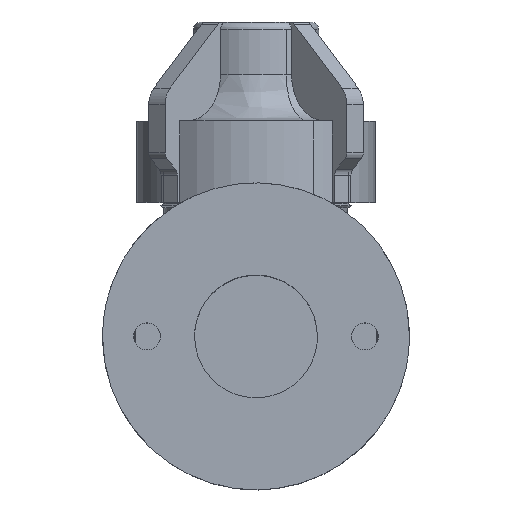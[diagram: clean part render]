
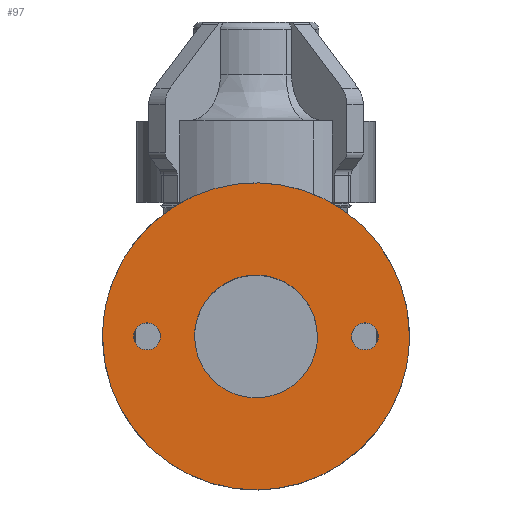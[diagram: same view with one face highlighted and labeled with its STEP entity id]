
A CAD part, top view. The second image highlights one B-rep face of the part: STEP entity #97.
In plain terms, the highlighted free-form (B-spline) face has degree [1, 1] with [2, 2] control points.
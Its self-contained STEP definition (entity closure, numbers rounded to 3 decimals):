
#24 = VERTEX_POINT('',#25);
#25 = CARTESIAN_POINT('',(10.232,0.,0.));
#30 = EDGE_CURVE('',#31,#24,#33,.T.);
#31 = VERTEX_POINT('',#32);
#32 = CARTESIAN_POINT('',(-10.232,0.,0.));
#33 = ( BOUNDED_CURVE() B_SPLINE_CURVE(2,(#34,#35,#36,#37,#38),
.UNSPECIFIED.,.F.,.F.) B_SPLINE_CURVE_WITH_KNOTS((3,2,3),(3.142,
4.712,6.283),.PIECEWISE_BEZIER_KNOTS.) CURVE() 
GEOMETRIC_REPRESENTATION_ITEM() RATIONAL_B_SPLINE_CURVE((1.,
0.707,1.,0.707,1.)) REPRESENTATION_ITEM('') );
#34 = CARTESIAN_POINT('',(-10.232,0.,0.));
#35 = CARTESIAN_POINT('',(-10.232,-10.232,0.));
#36 = CARTESIAN_POINT('',(0.,-10.232,0.));
#37 = CARTESIAN_POINT('',(10.232,-10.232,0.));
#38 = CARTESIAN_POINT('',(10.232,0.,0.));
#70 = EDGE_CURVE('',#24,#31,#71,.T.);
#71 = ( BOUNDED_CURVE() B_SPLINE_CURVE(2,(#72,#73,#74,#75,#76),
.UNSPECIFIED.,.F.,.F.) B_SPLINE_CURVE_WITH_KNOTS((3,2,3),(0.,
1.571,3.142),.PIECEWISE_BEZIER_KNOTS.) CURVE() 
GEOMETRIC_REPRESENTATION_ITEM() RATIONAL_B_SPLINE_CURVE((1.,
0.707,1.,0.707,1.)) REPRESENTATION_ITEM('') );
#72 = CARTESIAN_POINT('',(10.232,0.,0.));
#73 = CARTESIAN_POINT('',(10.232,10.232,0.));
#74 = CARTESIAN_POINT('',(0.,10.232,0.));
#75 = CARTESIAN_POINT('',(-10.232,10.232,0.));
#76 = CARTESIAN_POINT('',(-10.232,0.,0.));
#97 = ADVANCED_FACE('',(#98,#120,#124,#146),#168,.T.);
#98 = FACE_BOUND('',#99,.T.);
#99 = EDGE_LOOP('',(#100,#112));
#100 = ORIENTED_EDGE('',*,*,#101,.T.);
#101 = EDGE_CURVE('',#102,#104,#106,.T.);
#102 = VERTEX_POINT('',#103);
#103 = CARTESIAN_POINT('',(25.58,0.,0.));
#104 = VERTEX_POINT('',#105);
#105 = CARTESIAN_POINT('',(-25.58,0.,0.));
#106 = ( BOUNDED_CURVE() B_SPLINE_CURVE(2,(#107,#108,#109,#110,#111),
.UNSPECIFIED.,.F.,.F.) B_SPLINE_CURVE_WITH_KNOTS((3,2,3),(0.,
1.571,3.142),.PIECEWISE_BEZIER_KNOTS.) CURVE() 
GEOMETRIC_REPRESENTATION_ITEM() RATIONAL_B_SPLINE_CURVE((1.,
0.707,1.,0.707,1.)) REPRESENTATION_ITEM('') );
#107 = CARTESIAN_POINT('',(25.58,0.,0.));
#108 = CARTESIAN_POINT('',(25.58,25.58,0.));
#109 = CARTESIAN_POINT('',(0.,25.58,0.));
#110 = CARTESIAN_POINT('',(-25.58,25.58,0.));
#111 = CARTESIAN_POINT('',(-25.58,0.,0.));
#112 = ORIENTED_EDGE('',*,*,#113,.T.);
#113 = EDGE_CURVE('',#104,#102,#114,.T.);
#114 = ( BOUNDED_CURVE() B_SPLINE_CURVE(2,(#115,#116,#117,#118,#119),
.UNSPECIFIED.,.F.,.F.) B_SPLINE_CURVE_WITH_KNOTS((3,2,3),(3.142,
4.712,6.283),.PIECEWISE_BEZIER_KNOTS.) CURVE() 
GEOMETRIC_REPRESENTATION_ITEM() RATIONAL_B_SPLINE_CURVE((1.,
0.707,1.,0.707,1.)) REPRESENTATION_ITEM('') );
#115 = CARTESIAN_POINT('',(-25.58,0.,0.));
#116 = CARTESIAN_POINT('',(-25.58,-25.58,0.));
#117 = CARTESIAN_POINT('',(0.,-25.58,0.));
#118 = CARTESIAN_POINT('',(25.58,-25.58,0.));
#119 = CARTESIAN_POINT('',(25.58,0.,0.));
#120 = FACE_BOUND('',#121,.T.);
#121 = EDGE_LOOP('',(#122,#123));
#122 = ORIENTED_EDGE('',*,*,#70,.F.);
#123 = ORIENTED_EDGE('',*,*,#30,.F.);
#124 = FACE_BOUND('',#125,.T.);
#125 = EDGE_LOOP('',(#126,#138));
#126 = ORIENTED_EDGE('',*,*,#127,.F.);
#127 = EDGE_CURVE('',#128,#130,#132,.T.);
#128 = VERTEX_POINT('',#129);
#129 = CARTESIAN_POINT('',(-20.4,0.,0.));
#130 = VERTEX_POINT('',#131);
#131 = CARTESIAN_POINT('',(-15.924,0.,0.));
#132 = ( BOUNDED_CURVE() B_SPLINE_CURVE(2,(#133,#134,#135,#136,#137),
.UNSPECIFIED.,.F.,.F.) B_SPLINE_CURVE_WITH_KNOTS((3,2,3),(3.142,
4.712,6.283),.PIECEWISE_BEZIER_KNOTS.) CURVE() 
GEOMETRIC_REPRESENTATION_ITEM() RATIONAL_B_SPLINE_CURVE((1.,
0.707,1.,0.707,1.)) REPRESENTATION_ITEM('') );
#133 = CARTESIAN_POINT('',(-20.4,0.,0.));
#134 = CARTESIAN_POINT('',(-20.4,-2.238,0.));
#135 = CARTESIAN_POINT('',(-18.162,-2.238,0.));
#136 = CARTESIAN_POINT('',(-15.924,-2.238,0.));
#137 = CARTESIAN_POINT('',(-15.924,0.,0.));
#138 = ORIENTED_EDGE('',*,*,#139,.F.);
#139 = EDGE_CURVE('',#130,#128,#140,.T.);
#140 = ( BOUNDED_CURVE() B_SPLINE_CURVE(2,(#141,#142,#143,#144,#145),
.UNSPECIFIED.,.F.,.F.) B_SPLINE_CURVE_WITH_KNOTS((3,2,3),(0.,
1.571,3.142),.PIECEWISE_BEZIER_KNOTS.) CURVE() 
GEOMETRIC_REPRESENTATION_ITEM() RATIONAL_B_SPLINE_CURVE((1.,
0.707,1.,0.707,1.)) REPRESENTATION_ITEM('') );
#141 = CARTESIAN_POINT('',(-15.924,0.,0.));
#142 = CARTESIAN_POINT('',(-15.924,2.238,0.));
#143 = CARTESIAN_POINT('',(-18.162,2.238,0.));
#144 = CARTESIAN_POINT('',(-20.4,2.238,0.));
#145 = CARTESIAN_POINT('',(-20.4,0.,0.));
#146 = FACE_BOUND('',#147,.T.);
#147 = EDGE_LOOP('',(#148,#160));
#148 = ORIENTED_EDGE('',*,*,#149,.F.);
#149 = EDGE_CURVE('',#150,#152,#154,.T.);
#150 = VERTEX_POINT('',#151);
#151 = CARTESIAN_POINT('',(20.4,0.,0.));
#152 = VERTEX_POINT('',#153);
#153 = CARTESIAN_POINT('',(15.924,0.,0.));
#154 = ( BOUNDED_CURVE() B_SPLINE_CURVE(2,(#155,#156,#157,#158,#159),
.UNSPECIFIED.,.F.,.F.) B_SPLINE_CURVE_WITH_KNOTS((3,2,3),(0.,
1.571,3.142),.PIECEWISE_BEZIER_KNOTS.) CURVE() 
GEOMETRIC_REPRESENTATION_ITEM() RATIONAL_B_SPLINE_CURVE((1.,
0.707,1.,0.707,1.)) REPRESENTATION_ITEM('') );
#155 = CARTESIAN_POINT('',(20.4,0.,0.));
#156 = CARTESIAN_POINT('',(20.4,2.238,0.));
#157 = CARTESIAN_POINT('',(18.162,2.238,0.));
#158 = CARTESIAN_POINT('',(15.924,2.238,0.));
#159 = CARTESIAN_POINT('',(15.924,0.,0.));
#160 = ORIENTED_EDGE('',*,*,#161,.F.);
#161 = EDGE_CURVE('',#152,#150,#162,.T.);
#162 = ( BOUNDED_CURVE() B_SPLINE_CURVE(2,(#163,#164,#165,#166,#167),
.UNSPECIFIED.,.F.,.F.) B_SPLINE_CURVE_WITH_KNOTS((3,2,3),(3.142,
4.712,6.283),.PIECEWISE_BEZIER_KNOTS.) CURVE() 
GEOMETRIC_REPRESENTATION_ITEM() RATIONAL_B_SPLINE_CURVE((1.,
0.707,1.,0.707,1.)) REPRESENTATION_ITEM('') );
#163 = CARTESIAN_POINT('',(15.924,0.,0.));
#164 = CARTESIAN_POINT('',(15.924,-2.238,0.));
#165 = CARTESIAN_POINT('',(18.162,-2.238,0.));
#166 = CARTESIAN_POINT('',(20.4,-2.238,0.));
#167 = CARTESIAN_POINT('',(20.4,0.,0.));
#168 = B_SPLINE_SURFACE_WITH_KNOTS('',1,1,(
    (#169,#170)
    ,(#171,#172
    )),.UNSPECIFIED.,.F.,.F.,.F.,(2,2),(2,2),(-20.,20.),(-20.,20.),
  .PIECEWISE_BEZIER_KNOTS.);
#169 = CARTESIAN_POINT('',(-25.58,-25.58,0.));
#170 = CARTESIAN_POINT('',(-25.58,25.58,0.));
#171 = CARTESIAN_POINT('',(25.58,-25.58,0.));
#172 = CARTESIAN_POINT('',(25.58,25.58,0.));
